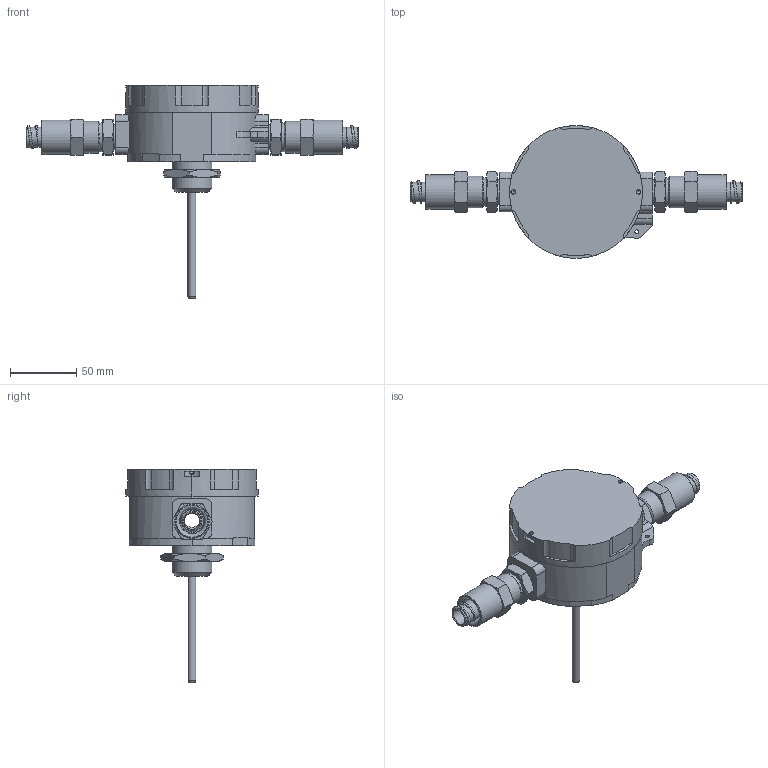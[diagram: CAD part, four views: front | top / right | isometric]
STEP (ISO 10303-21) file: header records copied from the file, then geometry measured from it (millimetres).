
FILE_DESCRIPTION(('STEP AP203'), '1');
FILE_NAME('Àçèìóò ÌÊ_2-G1.2 ïîä 180ãðàä', '2017-07-21T06:56:32', ('User'), (''), 'ASCON STEP Converter 1.3', 'ASCON Math Kernel', '');
FILE_SCHEMA(('CONFIG_CONTROL_DESIGN'));
Length unit declared in the file: millimetre
Products named in the file (10): 81; 82; 83; 84; 85; 86; 87; 88; 89; ﾑﾌﾄ 344995 200 00290
Assembly tree (10 placements, depth 3):
  81
    82
    83
    84  x2
      85
      86
      87
      88
      89
    ﾑﾌﾄ 344995 200 00290
Bounding box: 250.16 x 100 x 160.5 mm (x, y, z)
Volume: 293973 mm3; surface area: 118330.1 mm2
Topology: 13 solids, 13 shells, 404 faces, 1013 edges, 656 vertices
Faces by surface type: cylinder 155, plane 139, cone 103, bspline 4, torus 3
Full cylindrical faces by diameter (mm): 6 x1, 12 x4, 13 x2, 14.5 x2, 14.997 x2, 15 x2, 18 x6, 18.5 x2, 18.56 x2, 19 x4, 20.96 x2, 21.6 x2, 22 x4, 22.5 x2, 24 x2, 26 x2, 28.2 x1, 30 x1
Entity records: 12165 total; most frequent: CARTESIAN_POINT 4126, DIRECTION 1620, ORIENTED_EDGE 1528, EDGE_CURVE 764, AXIS2_PLACEMENT_3D 643, VERTEX_POINT 497, EDGE_LOOP 339, CIRCLE 334
